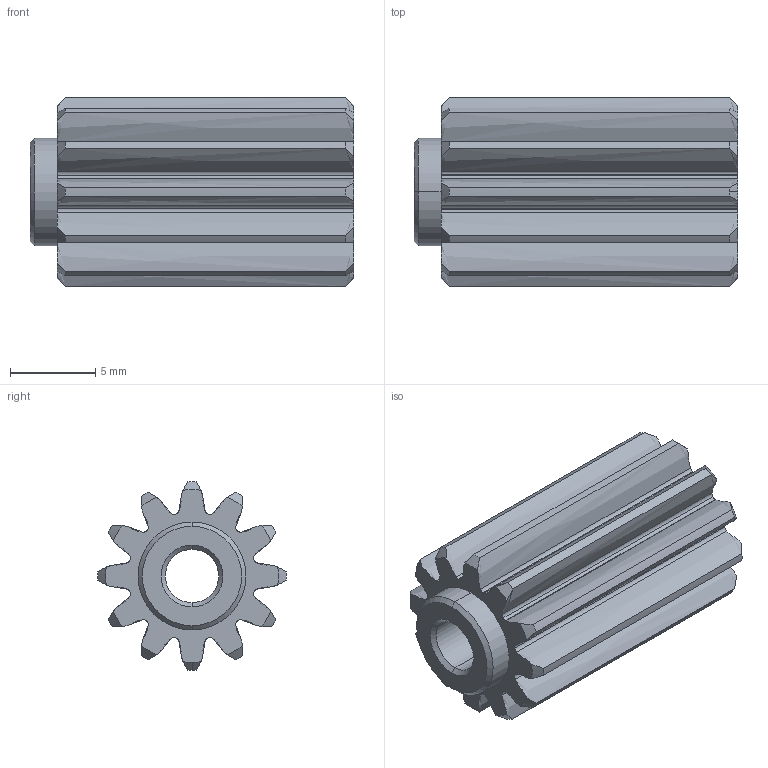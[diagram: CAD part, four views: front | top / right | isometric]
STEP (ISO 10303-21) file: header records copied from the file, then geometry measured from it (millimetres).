
FILE_DESCRIPTION (( 'STEP AP214' ), '1' );
FILE_NAME ('WCP-0001.STEP', '2015-01-03T07:37:31', ( '' ), ( '' ), 'SwSTEP 2.0', 'SolidWorks 2014', '' );
FILE_SCHEMA (( 'AUTOMOTIVE_DESIGN' ));
Length unit declared in the file: inch
Products named in the file (1): WCP-0001
Bounding box: 19.05 x 11.11 x 11.11 mm (x, y, z)
Volume: 1128.3 mm3; surface area: 1320.8 mm2
Topology: 1 solids, 1 shells, 104 faces, 296 edges, 195 vertices
Faces by surface type: cylinder 45, cone 32, bspline 24, plane 3
Entity records: 5317 total; most frequent: CARTESIAN_POINT 2706, ORIENTED_EDGE 592, DIRECTION 485, EDGE_CURVE 296, AXIS2_PLACEMENT_3D 204, VERTEX_POINT 195, CIRCLE 123, EDGE_LOOP 107
